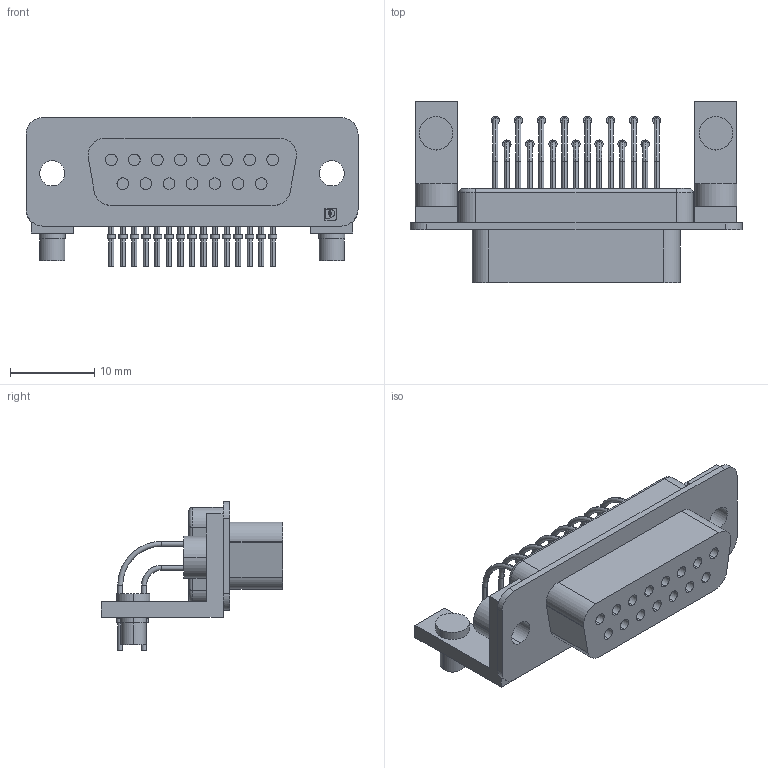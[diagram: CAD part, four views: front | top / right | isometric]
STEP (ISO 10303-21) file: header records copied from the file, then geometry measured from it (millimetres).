
FILE_DESCRIPTION(('Creo Elements/Direct Modeling STEP Export'),'2;1');
FILE_NAME('model.stp','2019-03-21T 7:36:54',(''),(''),'Creo Elements/Direct Modeling STEP processor for AP214 (Solid Model)','Creo Elements/Direct Modeling 20.1A 29-Sep-2018 (C) Parametric Technology GmbH','');
FILE_SCHEMA(('AUTOMOTIVE_DESIGN { 1 0 10303 214 1 1 1 1 }'));
Length unit declared in the file: millimetre
Products named in the file (2): VS-15-BU-DSUB-ER
Assembly tree (1 placements, depth 2):
  VS-15-BU-DSUB-ER
    VS-15-BU-DSUB-ER
Bounding box: 39.52 x 21.6 x 17.75 mm (x, y, z)
Volume: 3345.4 mm3; surface area: 3404.7 mm2
Topology: 1 solids, 1 shells, 362 faces, 836 edges, 548 vertices
Faces by surface type: cylinder 207, plane 121, torus 34
Entity records: 9245 total; most frequent: ORIENTED_EDGE 1672, DIRECTION 1546, CARTESIAN_POINT 1486, EDGE_CURVE 836, AXIS2_PLACEMENT_3D 608, VERTEX_POINT 548, EDGE_LOOP 438, FACE_OUTER_BOUND 362
